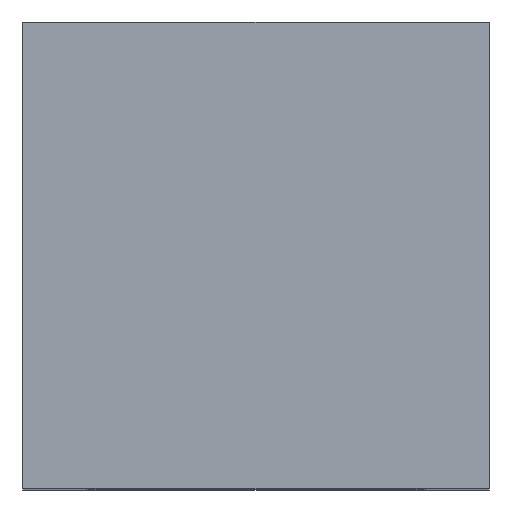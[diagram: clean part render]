
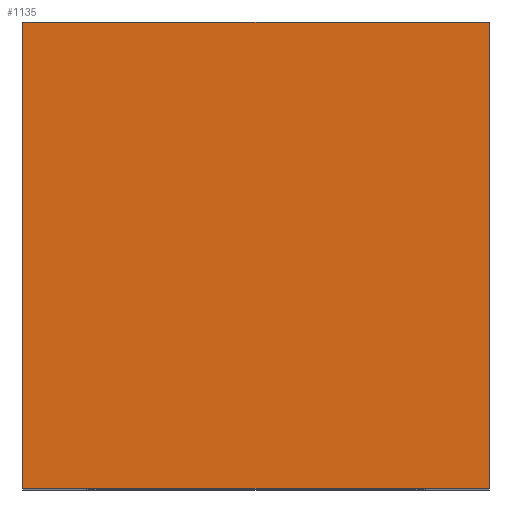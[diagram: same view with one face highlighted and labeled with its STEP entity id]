
A CAD part, top view. The second image highlights one B-rep face of the part: STEP entity #1135.
In plain terms, the highlighted planar face has unit normal (0, 0, 1).
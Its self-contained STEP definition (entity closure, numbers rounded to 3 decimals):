
#841=CARTESIAN_POINT('',(-20.0,20.0,40.0));
#842=VERTEX_POINT('',#841);
#843=CARTESIAN_POINT('',(20.0,20.0,40.0));
#844=VERTEX_POINT('',#843);
#845=CARTESIAN_POINT('',(-20.0,20.0,40.0));
#846=DIRECTION('',(1.0,0.0,0.0));
#847=VECTOR('',#846,40.0);
#848=LINE('',#845,#847);
#849=EDGE_CURVE('',#842,#844,#848,.T.);
#890=CARTESIAN_POINT('',(20.0,-20.0,40.0));
#891=VERTEX_POINT('',#890);
#892=CARTESIAN_POINT('',(20.0,20.0,40.0));
#893=DIRECTION('',(0.0,-1.0,0.0));
#894=VECTOR('',#893,40.0);
#895=LINE('',#892,#894);
#896=EDGE_CURVE('',#844,#891,#895,.T.);
#930=CARTESIAN_POINT('',(-20.0,-20.0,40.0));
#931=VERTEX_POINT('',#930);
#932=CARTESIAN_POINT('',(20.0,-20.0,40.0));
#933=DIRECTION('',(-1.0,0.0,0.0));
#934=VECTOR('',#933,40.0);
#935=LINE('',#932,#934);
#936=EDGE_CURVE('',#891,#931,#935,.T.);
#1038=CARTESIAN_POINT('',(-20.0,-20.0,40.0));
#1039=DIRECTION('',(0.0,1.0,0.0));
#1040=VECTOR('',#1039,40.0);
#1041=LINE('',#1038,#1040);
#1042=EDGE_CURVE('',#931,#842,#1041,.T.);
#1124=CARTESIAN_POINT('',(0.0,0.,40.0));
#1125=DIRECTION('',(0.0,0.0,1.0));
#1126=DIRECTION('',(1.0,0.0,0.0));
#1127=AXIS2_PLACEMENT_3D('',#1124,#1125,#1126);
#1128=PLANE('',#1127);
#1129=ORIENTED_EDGE('',*,*,#896,.F.);
#1130=ORIENTED_EDGE('',*,*,#849,.F.);
#1131=ORIENTED_EDGE('',*,*,#1042,.F.);
#1132=ORIENTED_EDGE('',*,*,#936,.F.);
#1133=EDGE_LOOP('',(#1129,#1130,#1131,#1132));
#1134=FACE_OUTER_BOUND('',#1133,.T.);
#1135=ADVANCED_FACE('',(#1134),#1128,.T.);
